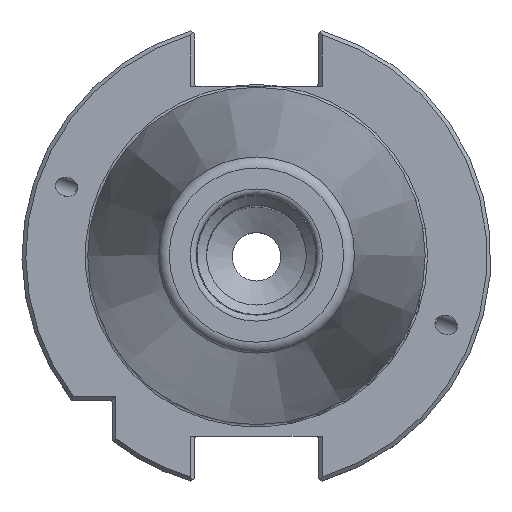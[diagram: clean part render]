
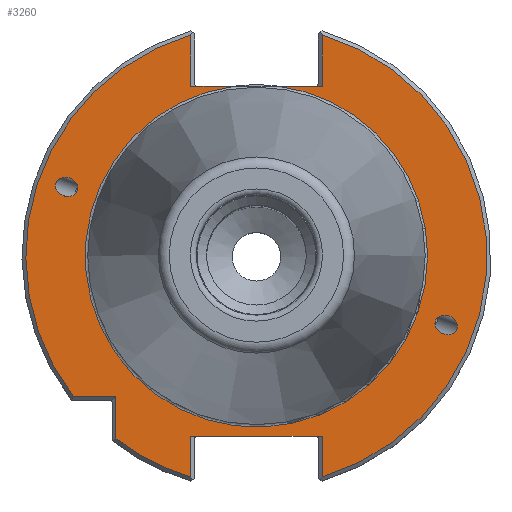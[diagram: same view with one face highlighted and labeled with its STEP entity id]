
A CAD part, top view. The second image highlights one B-rep face of the part: STEP entity #3260.
In plain terms, the highlighted planar face has unit normal (0, 0, 1).
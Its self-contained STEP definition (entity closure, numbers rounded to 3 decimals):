
#20=ELLIPSE('',#3436,2.381,1.95);
#23=ELLIPSE('',#3449,2.381,1.95);
#60=LINE('',#4779,#160);
#64=LINE('',#4795,#164);
#76=LINE('',#4951,#176);
#81=LINE('',#4965,#181);
#102=LINE('',#5031,#202);
#103=LINE('',#5033,#203);
#104=LINE('',#5035,#204);
#105=LINE('',#5036,#205);
#106=LINE('',#5037,#206);
#160=VECTOR('',#3863,1000.);
#164=VECTOR('',#3873,1000.);
#176=VECTOR('',#3969,1000.);
#181=VECTOR('',#3980,1000.);
#202=VECTOR('',#4039,1000.);
#203=VECTOR('',#4042,1000.);
#204=VECTOR('',#4043,1000.);
#205=VECTOR('',#4044,1000.);
#206=VECTOR('',#4045,1000.);
#359=CIRCLE('',#3442,47.95);
#361=CIRCLE('',#3445,35.591);
#362=CIRCLE('',#3447,47.95);
#363=CIRCLE('',#3451,47.95);
#436=PLANE('',#3505);
#848=ORIENTED_EDGE('',*,*,#1198,.F.);
#849=ORIENTED_EDGE('',*,*,#1197,.T.);
#850=ORIENTED_EDGE('',*,*,#1278,.T.);
#851=ORIENTED_EDGE('',*,*,#1279,.F.);
#852=ORIENTED_EDGE('',*,*,#1280,.T.);
#853=ORIENTED_EDGE('',*,*,#1200,.T.);
#854=ORIENTED_EDGE('',*,*,#1248,.T.);
#855=ORIENTED_EDGE('',*,*,#1281,.F.);
#856=ORIENTED_EDGE('',*,*,#1195,.F.);
#857=ORIENTED_EDGE('',*,*,#1282,.F.);
#858=ORIENTED_EDGE('',*,*,#1241,.T.);
#859=ORIENTED_EDGE('',*,*,#1192,.T.);
#860=ORIENTED_EDGE('',*,*,#1191,.T.);
#861=ORIENTED_EDGE('',*,*,#1184,.T.);
#862=ORIENTED_EDGE('',*,*,#1182,.F.);
#1182=EDGE_CURVE('',#1464,#1464,#20,.T.);
#1184=EDGE_CURVE('',#1466,#1465,#60,.T.);
#1191=EDGE_CURVE('',#1469,#1466,#64,.T.);
#1192=EDGE_CURVE('',#1471,#1469,#359,.T.);
#1195=EDGE_CURVE('',#1473,#1472,#361,.T.);
#1197=EDGE_CURVE('',#1465,#1474,#362,.T.);
#1198=EDGE_CURVE('',#1475,#1475,#23,.T.);
#1200=EDGE_CURVE('',#1478,#1477,#363,.T.);
#1241=EDGE_CURVE('',#1501,#1471,#76,.T.);
#1248=EDGE_CURVE('',#1477,#1506,#81,.T.);
#1278=EDGE_CURVE('',#1474,#1524,#102,.T.);
#1279=EDGE_CURVE('',#1525,#1524,#103,.T.);
#1280=EDGE_CURVE('',#1525,#1478,#104,.T.);
#1281=EDGE_CURVE('',#1472,#1506,#105,.T.);
#1282=EDGE_CURVE('',#1501,#1473,#106,.T.);
#1464=VERTEX_POINT('',#4772);
#1465=VERTEX_POINT('',#4778);
#1466=VERTEX_POINT('',#4780);
#1469=VERTEX_POINT('',#4791);
#1471=VERTEX_POINT('',#4798);
#1472=VERTEX_POINT('',#4805);
#1473=VERTEX_POINT('',#4806);
#1474=VERTEX_POINT('',#4813);
#1475=VERTEX_POINT('',#4817);
#1477=VERTEX_POINT('',#4824);
#1478=VERTEX_POINT('',#4826);
#1501=VERTEX_POINT('',#4952);
#1506=VERTEX_POINT('',#4964);
#1524=VERTEX_POINT('',#5030);
#1525=VERTEX_POINT('',#5034);
#1790=EDGE_LOOP('',(#848));
#1791=EDGE_LOOP('',(#849,#850,#851,#852,#853,#854,#855,#856,#857,#858,#859,
#860,#861));
#1792=EDGE_LOOP('',(#862));
#2015=FACE_BOUND('',#1790,.T.);
#2016=FACE_BOUND('',#1791,.T.);
#2017=FACE_BOUND('',#1792,.T.);
#3260=ADVANCED_FACE('',(#2015,#2016,#2017),#436,.T.);
#3436=AXIS2_PLACEMENT_3D('',#4771,#3859,#3860);
#3442=AXIS2_PLACEMENT_3D('',#4797,#3876,#3877);
#3445=AXIS2_PLACEMENT_3D('',#4807,#3882,#3883);
#3447=AXIS2_PLACEMENT_3D('',#4814,#3886,#3887);
#3449=AXIS2_PLACEMENT_3D('',#4816,#3890,#3891);
#3451=AXIS2_PLACEMENT_3D('',#4825,#3894,#3895);
#3505=AXIS2_PLACEMENT_3D('',#5032,#4040,#4041);
#3859=DIRECTION('',(0.,0.,1.));
#3860=DIRECTION('',(-0.94,0.342,0.));
#3863=DIRECTION('',(0.,-1.,0.));
#3873=DIRECTION('',(1.,0.,0.));
#3876=DIRECTION('',(0.,0.,1.));
#3877=DIRECTION('',(1.,0.,0.));
#3882=DIRECTION('',(0.,0.,1.));
#3883=DIRECTION('',(1.,0.,0.));
#3886=DIRECTION('',(0.,0.,1.));
#3887=DIRECTION('',(1.,0.,0.));
#3890=DIRECTION('',(0.,0.,1.));
#3891=DIRECTION('',(0.94,-0.342,0.));
#3894=DIRECTION('',(0.,0.,1.));
#3895=DIRECTION('',(1.,0.,0.));
#3969=DIRECTION('',(0.,1.,0.));
#3980=DIRECTION('',(0.,-1.,0.));
#4039=DIRECTION('',(0.,1.,0.));
#4040=DIRECTION('',(0.,0.,1.));
#4041=DIRECTION('',(1.,0.,0.));
#4042=DIRECTION('',(-1.,0.,0.));
#4043=DIRECTION('',(0.,-1.,0.));
#4044=DIRECTION('',(1.,0.,0.));
#4045=DIRECTION('',(1.,0.,0.));
#4771=CARTESIAN_POINT('',(39.467,-14.365,-3.2));
#4772=CARTESIAN_POINT('',(37.23,-13.551,-3.2));
#4778=CARTESIAN_POINT('',(-29.2,-38.034,-3.2));
#4779=CARTESIAN_POINT('',(-29.2,-38.616,-3.2));
#4780=CARTESIAN_POINT('',(-29.2,-29.2,-3.2));
#4791=CARTESIAN_POINT('',(-38.034,-29.2,-3.2));
#4795=CARTESIAN_POINT('',(-30.,-29.2,-3.2));
#4797=CARTESIAN_POINT('',(0.,0.,-3.2));
#4798=CARTESIAN_POINT('',(-13.65,45.966,-3.2));
#4805=CARTESIAN_POINT('',(4.543,35.3,-3.2));
#4806=CARTESIAN_POINT('',(-4.543,35.3,-3.2));
#4807=CARTESIAN_POINT('',(0.,0.,-3.2));
#4813=CARTESIAN_POINT('',(-13.65,-45.966,-3.2));
#4814=CARTESIAN_POINT('',(0.,0.,-3.2));
#4816=CARTESIAN_POINT('',(-39.467,14.365,-3.2));
#4817=CARTESIAN_POINT('',(-37.23,13.551,-3.2));
#4824=CARTESIAN_POINT('',(13.65,45.966,-3.2));
#4825=CARTESIAN_POINT('',(0.,0.,-3.2));
#4826=CARTESIAN_POINT('',(13.65,-45.966,-3.2));
#4951=CARTESIAN_POINT('',(-13.65,47.181,-3.2));
#4952=CARTESIAN_POINT('',(-13.65,35.3,-3.2));
#4964=CARTESIAN_POINT('',(13.65,35.3,-3.2));
#4965=CARTESIAN_POINT('',(13.65,35.3,-3.2));
#5030=CARTESIAN_POINT('',(-13.65,-37.5,-3.2));
#5031=CARTESIAN_POINT('',(-13.65,-37.5,-3.2));
#5032=CARTESIAN_POINT('',(35.591,0.,-3.2));
#5033=CARTESIAN_POINT('',(12.85,-37.5,-3.2));
#5034=CARTESIAN_POINT('',(13.65,-37.5,-3.2));
#5035=CARTESIAN_POINT('',(13.65,-47.181,-3.2));
#5036=CARTESIAN_POINT('',(-12.85,35.3,-3.2));
#5037=CARTESIAN_POINT('',(-12.85,35.3,-3.2));
